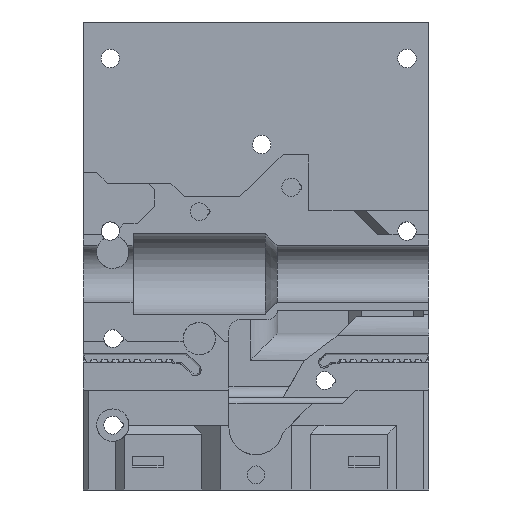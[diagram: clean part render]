
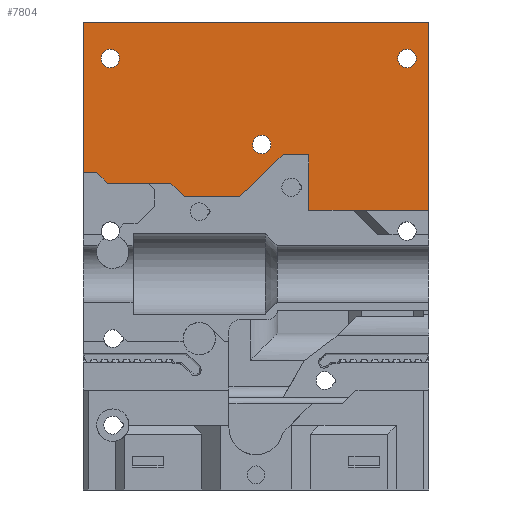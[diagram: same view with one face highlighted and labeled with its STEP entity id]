
A CAD part, front view. The second image highlights one B-rep face of the part: STEP entity #7804.
In plain terms, the highlighted planar face has unit normal (0, -1, 0).
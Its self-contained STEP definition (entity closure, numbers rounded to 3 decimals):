
#189=FACE_BOUND('',#992,.T.);
#190=FACE_BOUND('',#993,.T.);
#191=FACE_BOUND('',#994,.T.);
#260=PLANE('',#8324);
#549=FACE_OUTER_BOUND('',#991,.T.);
#991=EDGE_LOOP('',(#5762,#5763,#5764,#5765,#5766,#5767,#5768,#5769,#5770,
#5771,#5772,#5773));
#992=EDGE_LOOP('',(#5774));
#993=EDGE_LOOP('',(#5775));
#994=EDGE_LOOP('',(#5776));
#1520=LINE('',#11627,#2333);
#1608=LINE('',#11865,#2421);
#1685=LINE('',#12080,#2498);
#1686=LINE('',#12083,#2499);
#1687=LINE('',#12085,#2500);
#1688=LINE('',#12087,#2501);
#1689=LINE('',#12089,#2502);
#1690=LINE('',#12091,#2503);
#1691=LINE('',#12093,#2504);
#1692=LINE('',#12095,#2505);
#1693=LINE('',#12097,#2506);
#1694=LINE('',#12098,#2507);
#2333=VECTOR('',#9194,10.);
#2421=VECTOR('',#9378,10.);
#2498=VECTOR('',#9549,10.);
#2499=VECTOR('',#9552,10.);
#2500=VECTOR('',#9553,10.);
#2501=VECTOR('',#9554,10.);
#2502=VECTOR('',#9555,10.);
#2503=VECTOR('',#9556,10.);
#2504=VECTOR('',#9557,10.);
#2505=VECTOR('',#9558,10.);
#2506=VECTOR('',#9559,10.);
#2507=VECTOR('',#9560,10.);
#3005=CIRCLE('',#8172,1.7);
#3024=CIRCLE('',#8200,1.7);
#3026=CIRCLE('',#8203,1.7);
#3256=VERTEX_POINT('',#11280);
#3313=VERTEX_POINT('',#11413);
#3315=VERTEX_POINT('',#11419);
#3403=VERTEX_POINT('',#11624);
#3404=VERTEX_POINT('',#11626);
#3497=VERTEX_POINT('',#11862);
#3498=VERTEX_POINT('',#11864);
#3584=VERTEX_POINT('',#12082);
#3585=VERTEX_POINT('',#12084);
#3586=VERTEX_POINT('',#12086);
#3587=VERTEX_POINT('',#12088);
#3588=VERTEX_POINT('',#12090);
#3589=VERTEX_POINT('',#12092);
#3590=VERTEX_POINT('',#12094);
#3591=VERTEX_POINT('',#12096);
#4033=EDGE_CURVE('',#3256,#3256,#3005,.T.);
#4101=EDGE_CURVE('',#3313,#3313,#3024,.T.);
#4104=EDGE_CURVE('',#3315,#3315,#3026,.T.);
#4208=EDGE_CURVE('',#3403,#3404,#1520,.T.);
#4324=EDGE_CURVE('',#3497,#3498,#1608,.T.);
#4431=EDGE_CURVE('',#3404,#3497,#1685,.T.);
#4432=EDGE_CURVE('',#3403,#3584,#1686,.T.);
#4433=EDGE_CURVE('',#3584,#3585,#1687,.T.);
#4434=EDGE_CURVE('',#3585,#3586,#1688,.T.);
#4435=EDGE_CURVE('',#3586,#3587,#1689,.T.);
#4436=EDGE_CURVE('',#3587,#3588,#1690,.T.);
#4437=EDGE_CURVE('',#3588,#3589,#1691,.T.);
#4438=EDGE_CURVE('',#3589,#3590,#1692,.T.);
#4439=EDGE_CURVE('',#3590,#3591,#1693,.T.);
#4440=EDGE_CURVE('',#3591,#3498,#1694,.T.);
#5762=ORIENTED_EDGE('',*,*,#4431,.F.);
#5763=ORIENTED_EDGE('',*,*,#4208,.F.);
#5764=ORIENTED_EDGE('',*,*,#4432,.T.);
#5765=ORIENTED_EDGE('',*,*,#4433,.T.);
#5766=ORIENTED_EDGE('',*,*,#4434,.T.);
#5767=ORIENTED_EDGE('',*,*,#4435,.T.);
#5768=ORIENTED_EDGE('',*,*,#4436,.T.);
#5769=ORIENTED_EDGE('',*,*,#4437,.T.);
#5770=ORIENTED_EDGE('',*,*,#4438,.T.);
#5771=ORIENTED_EDGE('',*,*,#4439,.T.);
#5772=ORIENTED_EDGE('',*,*,#4440,.T.);
#5773=ORIENTED_EDGE('',*,*,#4324,.F.);
#5774=ORIENTED_EDGE('',*,*,#4033,.T.);
#5775=ORIENTED_EDGE('',*,*,#4101,.T.);
#5776=ORIENTED_EDGE('',*,*,#4104,.T.);
#7804=ADVANCED_FACE('',(#549,#189,#190,#191),#260,.T.);
#8172=AXIS2_PLACEMENT_3D('',#11281,#8939,#8940);
#8200=AXIS2_PLACEMENT_3D('',#11415,#9044,#9045);
#8203=AXIS2_PLACEMENT_3D('',#11421,#9051,#9052);
#8324=AXIS2_PLACEMENT_3D('',#12081,#9550,#9551);
#8939=DIRECTION('center_axis',(0.,1.,0.));
#8940=DIRECTION('ref_axis',(-1.,0.,0.));
#9044=DIRECTION('center_axis',(0.,1.,0.));
#9045=DIRECTION('ref_axis',(-1.,0.,0.));
#9051=DIRECTION('center_axis',(0.,1.,0.));
#9052=DIRECTION('ref_axis',(-1.,0.,0.));
#9194=DIRECTION('',(0.,0.,1.));
#9378=DIRECTION('',(0.,0.,-1.));
#9549=DIRECTION('',(1.,0.,0.));
#9550=DIRECTION('center_axis',(0.,-1.,0.));
#9551=DIRECTION('ref_axis',(1.,0.,0.));
#9552=DIRECTION('',(1.,0.,0.));
#9553=DIRECTION('',(0.707,0.,-0.707));
#9554=DIRECTION('',(1.,0.,0.));
#9555=DIRECTION('',(0.707,0.,-0.707));
#9556=DIRECTION('',(1.,0.,0.));
#9557=DIRECTION('',(0.718,0.,0.696));
#9558=DIRECTION('',(1.,0.,0.));
#9559=DIRECTION('',(0.,0.,-1.));
#9560=DIRECTION('',(1.,0.,0.));
#11280=CARTESIAN_POINT('',(1.504,2.,83.313));
#11281=CARTESIAN_POINT('Origin',(-0.196,2.,83.313));
#11413=CARTESIAN_POINT('',(28.384,2.,99.257));
#11415=CARTESIAN_POINT('Origin',(26.684,2.,99.257));
#11419=CARTESIAN_POINT('',(-26.517,2.,99.257));
#11421=CARTESIAN_POINT('Origin',(-28.217,2.,99.257));
#11624=CARTESIAN_POINT('',(-33.25,2.,78.15));
#11626=CARTESIAN_POINT('',(-33.25,2.,106.));
#11627=CARTESIAN_POINT('',(-33.25,2.,66.775));
#11862=CARTESIAN_POINT('',(30.75,2.,106.));
#11864=CARTESIAN_POINT('',(30.75,2.,71.15));
#11865=CARTESIAN_POINT('',(30.75,2.,67.4));
#12080=CARTESIAN_POINT('',(-14.25,2.,106.));
#12081=CARTESIAN_POINT('Origin',(-28.25,2.,67.4));
#12082=CARTESIAN_POINT('',(-30.75,2.,78.15));
#12083=CARTESIAN_POINT('',(-33.25,2.,78.15));
#12084=CARTESIAN_POINT('',(-28.75,2.,76.15));
#12085=CARTESIAN_POINT('',(-28.375,2.,75.775));
#12086=CARTESIAN_POINT('',(-17.,2.,76.15));
#12087=CARTESIAN_POINT('',(-31.,2.,76.15));
#12088=CARTESIAN_POINT('',(-14.5,2.,73.65));
#12089=CARTESIAN_POINT('',(-18.563,2.,77.713));
#12090=CARTESIAN_POINT('',(-4.25,2.,73.65));
#12091=CARTESIAN_POINT('',(-23.875,2.,73.65));
#12092=CARTESIAN_POINT('',(3.75,2.,81.4));
#12093=CARTESIAN_POINT('',(-13.604,2.,64.588));
#12094=CARTESIAN_POINT('',(8.5,2.,81.4));
#12095=CARTESIAN_POINT('',(-33.25,2.,81.4));
#12096=CARTESIAN_POINT('',(8.5,2.,71.15));
#12097=CARTESIAN_POINT('',(8.5,2.,73.775));
#12098=CARTESIAN_POINT('',(-12.375,2.,71.15));
